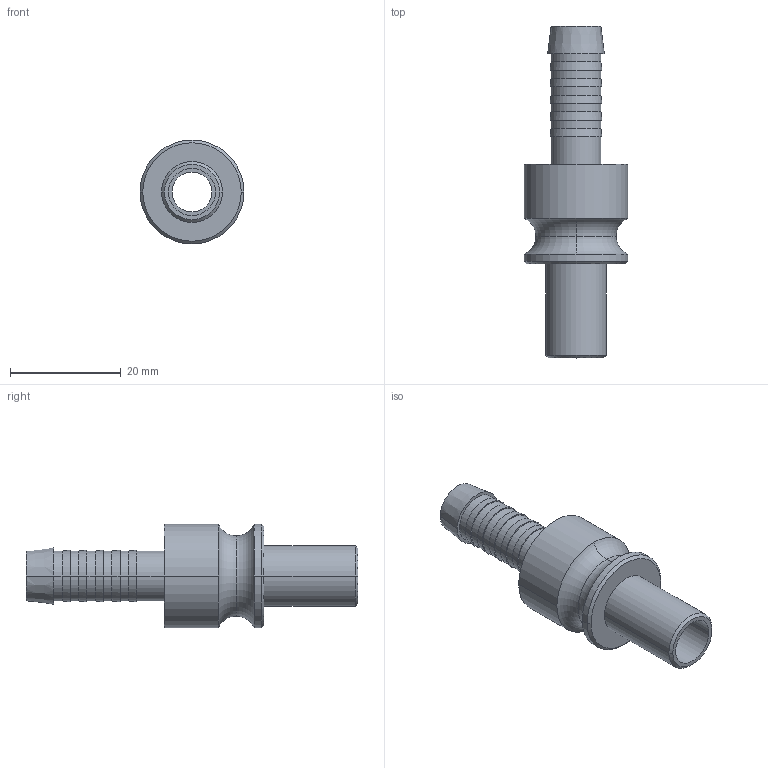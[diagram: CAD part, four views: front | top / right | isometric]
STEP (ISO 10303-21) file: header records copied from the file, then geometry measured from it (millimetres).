
FILE_DESCRIPTION(('STEP AP214'),'1');
FILE_NAME('f1k_9_s.stp','2020-03-05T09:33:27',('TraceParts'),('TraceParts S.A.'),'Spatial InterOp 3D',' ',' ');
FILE_SCHEMA(('automotive_design'));
Length unit declared in the file: millimetre
Products named in the file (1): 1
Bounding box: 18.8 x 60 x 18.8 mm (x, y, z)
Volume: 4731.9 mm3; surface area: 4393 mm2
Topology: 1 solids, 1 shells, 53 faces, 110 edges, 68 vertices
Faces by surface type: cylinder 22, cone 16, plane 11, torus 4
Entity records: 1872 total; most frequent: DIRECTION 290, CARTESIAN_POINT 232, ORIENTED_EDGE 220, AXIS2_PLACEMENT_3D 126, EDGE_CURVE 110, CIRCLE 72, VERTEX_POINT 68, EDGE_LOOP 64
